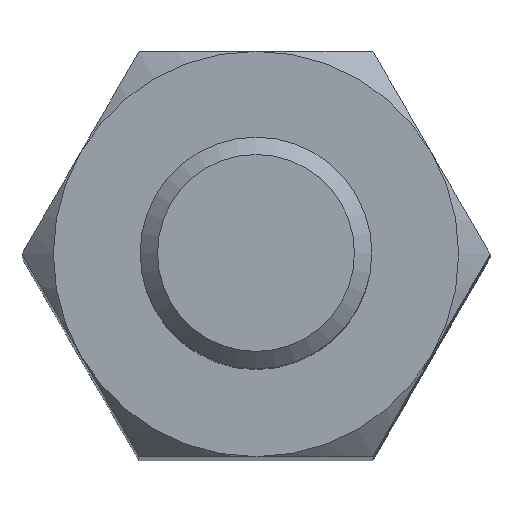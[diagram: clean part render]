
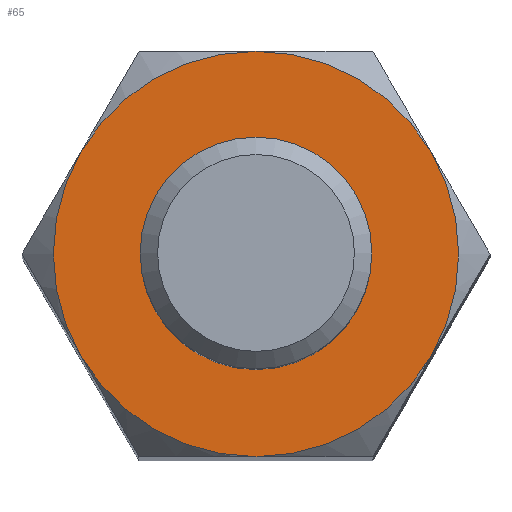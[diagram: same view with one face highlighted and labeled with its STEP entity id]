
A CAD part, top view. The second image highlights one B-rep face of the part: STEP entity #65.
In plain terms, the highlighted planar face has unit normal (0, 0, 1).
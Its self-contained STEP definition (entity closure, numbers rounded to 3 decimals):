
#65 = ADVANCED_FACE( '', ( #151, #152 ), #153, .T. );
#151 = FACE_BOUND( '', #263, .T. );
#152 = FACE_OUTER_BOUND( '', #264, .T. );
#153 = PLANE( '', #265 );
#263 = EDGE_LOOP( '', ( #388 ) );
#264 = EDGE_LOOP( '', ( #389, #390, #391, #392, #393, #394 ) );
#265 = AXIS2_PLACEMENT_3D( '', #395, #396, #397 );
#388 = ORIENTED_EDGE( '', *, *, #604, .T. );
#389 = ORIENTED_EDGE( '', *, *, #605, .F. );
#390 = ORIENTED_EDGE( '', *, *, #606, .F. );
#391 = ORIENTED_EDGE( '', *, *, #584, .F. );
#392 = ORIENTED_EDGE( '', *, *, #607, .T. );
#393 = ORIENTED_EDGE( '', *, *, #608, .F. );
#394 = ORIENTED_EDGE( '', *, *, #609, .F. );
#395 = CARTESIAN_POINT( '', ( 0., 0., 0. ) );
#396 = DIRECTION( '', ( 0., 0., 1. ) );
#397 = DIRECTION( '', ( 1., 0., 0. ) );
#584 = EDGE_CURVE( '', #669, #671, #672, .F. );
#604 = EDGE_CURVE( '', #705, #705, #706, .F. );
#605 = EDGE_CURVE( '', #685, #707, #708, .F. );
#606 = EDGE_CURVE( '', #671, #685, #709, .F. );
#607 = EDGE_CURVE( '', #669, #710, #711, .T. );
#608 = EDGE_CURVE( '', #712, #710, #713, .F. );
#609 = EDGE_CURVE( '', #707, #712, #714, .F. );
#669 = VERTEX_POINT( '', #788 );
#671 = VERTEX_POINT( '', #797 );
#672 = CIRCLE( '', #798, 3.5 );
#685 = VERTEX_POINT( '', #824 );
#705 = VERTEX_POINT( '', #876 );
#706 = CIRCLE( '', #877, 1.85 );
#707 = VERTEX_POINT( '', #878 );
#708 = CIRCLE( '', #879, 3.5 );
#709 = CIRCLE( '', #880, 3.5 );
#710 = VERTEX_POINT( '', #881 );
#711 = CIRCLE( '', #882, 3.5 );
#712 = VERTEX_POINT( '', #883 );
#713 = CIRCLE( '', #884, 3.5 );
#714 = CIRCLE( '', #885, 3.5 );
#788 = CARTESIAN_POINT( '', ( 0., 3.5, 0. ) );
#797 = CARTESIAN_POINT( '', ( 3.031, 1.75, 0. ) );
#798 = AXIS2_PLACEMENT_3D( '', #1063, #1064, #1065 );
#824 = CARTESIAN_POINT( '', ( 3.031, -1.75, 0. ) );
#876 = CARTESIAN_POINT( '', ( 1.85, 0., 0. ) );
#877 = AXIS2_PLACEMENT_3D( '', #1083, #1084, #1085 );
#878 = CARTESIAN_POINT( '', ( 0., -3.5, 0. ) );
#879 = AXIS2_PLACEMENT_3D( '', #1086, #1087, #1088 );
#880 = AXIS2_PLACEMENT_3D( '', #1089, #1090, #1091 );
#881 = CARTESIAN_POINT( '', ( -3.031, 1.75, 0. ) );
#882 = AXIS2_PLACEMENT_3D( '', #1092, #1093, #1094 );
#883 = CARTESIAN_POINT( '', ( -3.031, -1.75, 0. ) );
#884 = AXIS2_PLACEMENT_3D( '', #1095, #1096, #1097 );
#885 = AXIS2_PLACEMENT_3D( '', #1098, #1099, #1100 );
#1063 = CARTESIAN_POINT( '', ( 0., 0., 0. ) );
#1064 = DIRECTION( '', ( 0., 0., 1. ) );
#1065 = DIRECTION( '', ( 1., 0., 0. ) );
#1083 = CARTESIAN_POINT( '', ( 0., 0., 0. ) );
#1084 = DIRECTION( '', ( 0., 0., 1. ) );
#1085 = DIRECTION( '', ( 1., 0., 0. ) );
#1086 = CARTESIAN_POINT( '', ( 0., 0., 0. ) );
#1087 = DIRECTION( '', ( 0., 0., 1. ) );
#1088 = DIRECTION( '', ( 1., 0., 0. ) );
#1089 = CARTESIAN_POINT( '', ( 0., 0., 0. ) );
#1090 = DIRECTION( '', ( 0., 0., 1. ) );
#1091 = DIRECTION( '', ( 1., 0., 0. ) );
#1092 = CARTESIAN_POINT( '', ( 0., 0., 0. ) );
#1093 = DIRECTION( '', ( 0., 0., 1. ) );
#1094 = DIRECTION( '', ( 1., 0., 0. ) );
#1095 = CARTESIAN_POINT( '', ( 0., 0., 0. ) );
#1096 = DIRECTION( '', ( 0., 0., 1. ) );
#1097 = DIRECTION( '', ( 1., 0., 0. ) );
#1098 = CARTESIAN_POINT( '', ( 0., 0., 0. ) );
#1099 = DIRECTION( '', ( 0., 0., 1. ) );
#1100 = DIRECTION( '', ( 1., 0., 0. ) );
